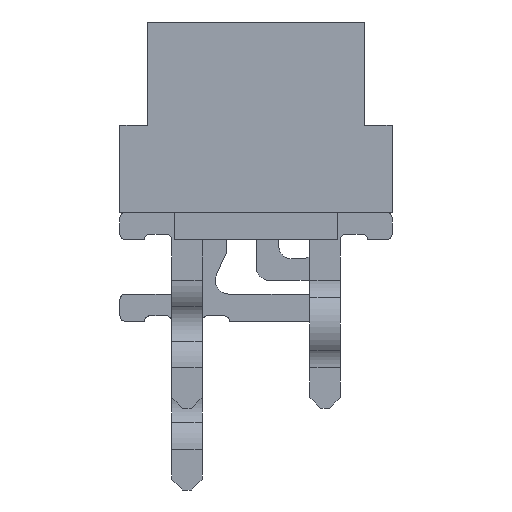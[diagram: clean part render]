
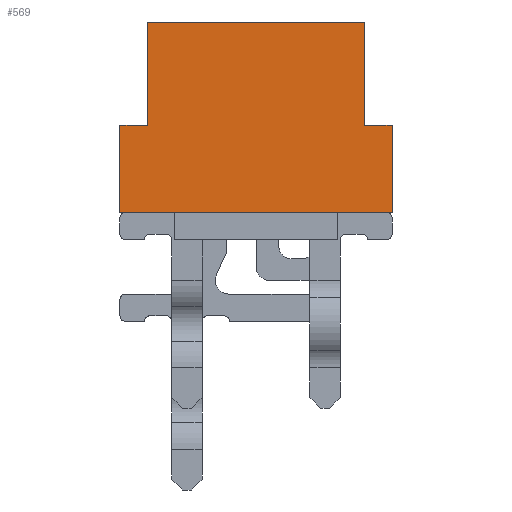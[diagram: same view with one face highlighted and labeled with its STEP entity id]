
A CAD part, left-side view. The second image highlights one B-rep face of the part: STEP entity #569.
In plain terms, the highlighted planar face has unit normal (-1, 0, 0).
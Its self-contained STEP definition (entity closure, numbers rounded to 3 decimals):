
#569 = ADVANCED_FACE( '', ( #1138 ), #1139, .F. );
#1138 = FACE_OUTER_BOUND( '', #1704, .T. );
#1139 = PLANE( '', #1705 );
#1704 = EDGE_LOOP( '', ( #3514, #3515, #3516, #3517, #3518, #3519, #3520, #3521 ) );
#1705 = AXIS2_PLACEMENT_3D( '', #3522, #3523, #3524 );
#3514 = ORIENTED_EDGE( '', *, *, #4064, .T. );
#3515 = ORIENTED_EDGE( '', *, *, #3699, .F. );
#3516 = ORIENTED_EDGE( '', *, *, #4261, .F. );
#3517 = ORIENTED_EDGE( '', *, *, #4139, .F. );
#3518 = ORIENTED_EDGE( '', *, *, #4323, .T. );
#3519 = ORIENTED_EDGE( '', *, *, #3983, .T. );
#3520 = ORIENTED_EDGE( '', *, *, #4301, .F. );
#3521 = ORIENTED_EDGE( '', *, *, #4336, .T. );
#3522 = CARTESIAN_POINT( '', ( -4.84, 2.5, 1.6 ) );
#3523 = DIRECTION( '', ( 1., 0., 0. ) );
#3524 = DIRECTION( '', ( 0., 0., -1. ) );
#3699 = EDGE_CURVE( '', #4552, #4554, #4555, .T. );
#3983 = EDGE_CURVE( '', #5040, #5044, #5046, .T. );
#4064 = EDGE_CURVE( '', #5162, #4554, #5163, .T. );
#4139 = EDGE_CURVE( '', #5259, #5261, #5262, .T. );
#4261 = EDGE_CURVE( '', #5261, #4552, #5405, .T. );
#4301 = EDGE_CURVE( '', #5449, #5044, #5451, .T. );
#4323 = EDGE_CURVE( '', #5259, #5040, #5474, .T. );
#4336 = EDGE_CURVE( '', #5449, #5162, #5487, .T. );
#4552 = VERTEX_POINT( '', #6099 );
#4554 = VERTEX_POINT( '', #6102 );
#4555 = LINE( '', #6103, #6104 );
#5040 = VERTEX_POINT( '', #6825 );
#5044 = VERTEX_POINT( '', #6831 );
#5046 = LINE( '', #6834, #6835 );
#5162 = VERTEX_POINT( '', #7010 );
#5163 = LINE( '', #7011, #7012 );
#5259 = VERTEX_POINT( '', #7165 );
#5261 = VERTEX_POINT( '', #7168 );
#5262 = LINE( '', #7169, #7170 );
#5405 = LINE( '', #7384, #7385 );
#5449 = VERTEX_POINT( '', #7449 );
#5451 = LINE( '', #7452, #7453 );
#5474 = LINE( '', #7483, #7484 );
#5487 = LINE( '', #7499, #7500 );
#6099 = CARTESIAN_POINT( '', ( -4.84, -2.5, 1.6 ) );
#6102 = CARTESIAN_POINT( '', ( -4.84, -2.5, 0. ) );
#6103 = CARTESIAN_POINT( '', ( -4.84, -2.5, 1.6 ) );
#6104 = VECTOR( '', #7715, 1000. );
#6825 = CARTESIAN_POINT( '', ( -4.84, 2., 3.5 ) );
#6831 = CARTESIAN_POINT( '', ( -4.84, 2., 1.6 ) );
#6834 = CARTESIAN_POINT( '', ( -4.84, 2., 3.5 ) );
#6835 = VECTOR( '', #7976, 1000. );
#7010 = CARTESIAN_POINT( '', ( -4.84, 2.5, 0. ) );
#7011 = CARTESIAN_POINT( '', ( -4.84, 2.5, 0. ) );
#7012 = VECTOR( '', #8036, 1000. );
#7165 = CARTESIAN_POINT( '', ( -4.84, -2., 3.5 ) );
#7168 = CARTESIAN_POINT( '', ( -4.84, -2., 1.6 ) );
#7169 = CARTESIAN_POINT( '', ( -4.84, -2., 3.5 ) );
#7170 = VECTOR( '', #8101, 1000. );
#7384 = CARTESIAN_POINT( '', ( -4.84, 2.5, 1.6 ) );
#7385 = VECTOR( '', #8179, 1000. );
#7449 = CARTESIAN_POINT( '', ( -4.84, 2.5, 1.6 ) );
#7452 = CARTESIAN_POINT( '', ( -4.84, 2.5, 1.6 ) );
#7453 = VECTOR( '', #8201, 1000. );
#7483 = CARTESIAN_POINT( '', ( -4.84, -2., 3.5 ) );
#7484 = VECTOR( '', #8212, 1000. );
#7499 = CARTESIAN_POINT( '', ( -4.84, 2.5, 1.6 ) );
#7500 = VECTOR( '', #8215, 1000. );
#7715 = DIRECTION( '', ( 0., 0., -1. ) );
#7976 = DIRECTION( '', ( 0., 0., -1. ) );
#8036 = DIRECTION( '', ( 0., -1., 0. ) );
#8101 = DIRECTION( '', ( 0., 0., -1. ) );
#8179 = DIRECTION( '', ( 0., -1., 0. ) );
#8201 = DIRECTION( '', ( 0., -1., 0. ) );
#8212 = DIRECTION( '', ( 0., 1., 0. ) );
#8215 = DIRECTION( '', ( 0., 0., -1. ) );
